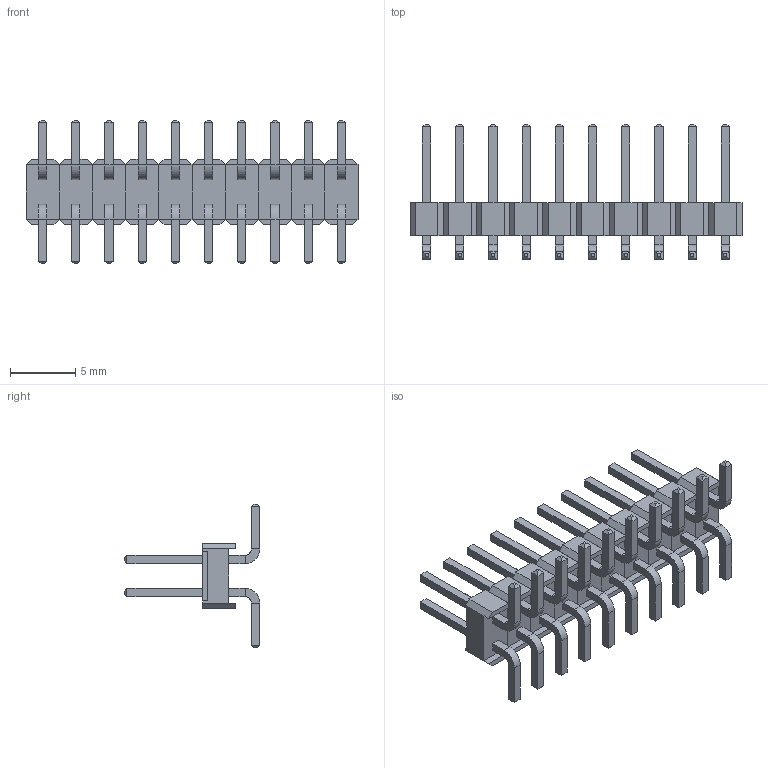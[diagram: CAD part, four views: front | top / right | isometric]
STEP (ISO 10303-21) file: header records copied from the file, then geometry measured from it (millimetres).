
FILE_DESCRIPTION (( 'STEP AP214' ), '1' );
FILE_NAME ('PLD_20SMD.STEP', '2019-07-03T12:36:06', ( '' ), ( '' ), 'SwSTEP 2.0', 'SolidWorks 2018', '' );
FILE_SCHEMA (( 'AUTOMOTIVE_DESIGN' ));
Length unit declared in the file: millimetre
Products named in the file (1): PLD_20SMD
Bounding box: 25.4 x 10.36 x 11 mm (x, y, z)
Volume: 348.4 mm3; surface area: 1187.3 mm2
Topology: 10 solids, 10 shells, 740 faces, 1680 edges, 1000 vertices
Faces by surface type: plane 700, cylinder 40
Entity records: 28117 total; most frequent: CARTESIAN_POINT 3421, ORIENTED_EDGE 3360, DIRECTION 3242, EDGE_CURVE 1680, LINE 1600, VECTOR 1600, VERTEX_POINT 1000, AXIS2_PLACEMENT_3D 821
